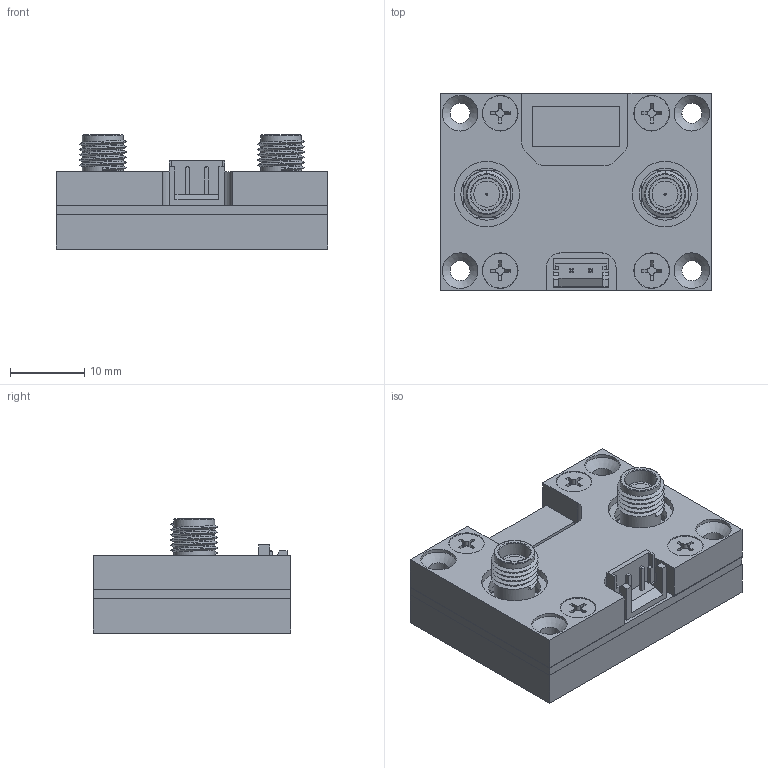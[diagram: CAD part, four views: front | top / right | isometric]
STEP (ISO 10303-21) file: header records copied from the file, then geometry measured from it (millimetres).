
FILE_DESCRIPTION(('STEP AP214'), '1');
FILE_NAME('栖闉罻', '', ('UNSPECIFIED'), ('UNSPECIFIED'), 'C3D Converter', 'C3D Toolkit', '');
FILE_SCHEMA(('AUTOMOTIVE_DESIGN { 1 0 10303 214 3 1 1}'));
Length unit declared in the file: millimetre
Products named in the file (82): A004.102.00; A004.101.00; EDLW-S1-M2.5-L10; A004.001.00; Open CASCADE STEP translator 7.5 2; Open CASCADE STEP translator 7.5 3; Open CASCADE STEP translator 7.5 4; Open CASCADE STEP translator 7.5 5; Open CASCADE STEP translator 7.5 6; Open CASCADE STEP translator 7.5 7; Open CASCADE STEP translator 7.5 8; Open CASCADE STEP translator 7.5 9; Open CASCADE STEP translator 7.5 10; Open CASCADE STEP translator 7.5 11; Open CASCADE STEP translator 7.5 12; Open CASCADE STEP translator 7.5 13; Open CASCADE STEP translator 7.5 14; Open CASCADE STEP translator 7.5 15; Open CASCADE STEP translator 7.5 16; Open CASCADE STEP translator 7.5 17; Open CASCADE STEP translator 7.5 18; Open CASCADE STEP translator 7.5 19; Open CASCADE STEP translator 7.5 20; Open CASCADE STEP translator 7.5 21; Open CASCADE STEP translator 7.5 22; Open CASCADE STEP translator 7.5 23; Open CASCADE STEP translator 7.5 24; Open CASCADE STEP translator 7.5 25; Open CASCADE STEP translator 7.5 26; Open CASCADE STEP translator 7.5 27; Open CASCADE STEP translator 7.5 28; Open CASCADE STEP translator 7.5 29; Open CASCADE STEP translator 7.5 30; Open CASCADE STEP translator 7.5 31; Open CASCADE STEP translator 7.5 32; Open CASCADE STEP translator 7.5 33; Open CASCADE STEP translator 7.5 34; Open CASCADE STEP translator 7.5 35; Open CASCADE STEP translator 7.5 36; Open CASCADE STEP translator 7.5 37 ...
Assembly tree (84 placements, depth 3):
  (unnamed)
    A004.102.00
    A004.101.00
    EDLW-S1-M2.5-L10  x4
    A004.001.00
      Open CASCADE STEP translator 7.5 2
      Open CASCADE STEP translator 7.5 3
      Open CASCADE STEP translator 7.5 4
      Open CASCADE STEP translator 7.5 5
      Open CASCADE STEP translator 7.5 6
      Open CASCADE STEP translator 7.5 7
      Open CASCADE STEP translator 7.5 8
      Open CASCADE STEP translator 7.5 9
      Open CASCADE STEP translator 7.5 10
      Open CASCADE STEP translator 7.5 11
      Open CASCADE STEP translator 7.5 12
      Open CASCADE STEP translator 7.5 13
      Open CASCADE STEP translator 7.5 14
      Open CASCADE STEP translator 7.5 15
      Open CASCADE STEP translator 7.5 16
      Open CASCADE STEP translator 7.5 17
      Open CASCADE STEP translator 7.5 18
      Open CASCADE STEP translator 7.5 19
      Open CASCADE STEP translator 7.5 20
      Open CASCADE STEP translator 7.5 21
      Open CASCADE STEP translator 7.5 22
      Open CASCADE STEP translator 7.5 23
      Open CASCADE STEP translator 7.5 24
      Open CASCADE STEP translator 7.5 25
      Open CASCADE STEP translator 7.5 26
      Open CASCADE STEP translator 7.5 27
      Open CASCADE STEP translator 7.5 28
      Open CASCADE STEP translator 7.5 29
      Open CASCADE STEP translator 7.5 30
      Open CASCADE STEP translator 7.5 31
      Open CASCADE STEP translator 7.5 32
      Open CASCADE STEP translator 7.5 33
      Open CASCADE STEP translator 7.5 34
      Open CASCADE STEP translator 7.5 35
      Open CASCADE STEP translator 7.5 36
      Open CASCADE STEP translator 7.5 37
      Open CASCADE STEP translator 7.5 38
      Open CASCADE STEP translator 7.5 39
      Open CASCADE STEP translator 7.5 40
      Open CASCADE STEP translator 7.5 41
      Open CASCADE STEP translator 7.5 42
      Open CASCADE STEP translator 7.5 43
      Open CASCADE STEP translator 7.5 44
      Open CASCADE STEP translator 7.5 45
      Open CASCADE STEP translator 7.5 46
      Open CASCADE STEP translator 7.5 47
      Open CASCADE STEP translator 7.5 48
      Open CASCADE STEP translator 7.5 49
      Open CASCADE STEP translator 7.5 50
      Open CASCADE STEP translator 7.5 51
      Open CASCADE STEP translator 7.5 52
      Open CASCADE STEP translator 7.5 53
      Open CASCADE STEP translator 7.5 54
      Open CASCADE STEP translator 7.5 55
      Open CASCADE STEP translator 7.5 56
Bounding box: 36.61 x 26.61 x 15.35 mm (x, y, z)
Volume: 7994.4 mm3; surface area: 9804.9 mm2
Topology: 125 solids, 125 shells, 1640 faces, 3789 edges, 2372 vertices
Faces by surface type: plane 1108, cylinder 392, sphere 76, cone 56, torus 4, bspline 4
Full cylindrical faces by diameter (mm): 0.01 x17, 0.25 x1, 0.3 x5, 0.5 x3, 0.9 x2, 1.6 x8, 2.013 x4, 2.5 x4, 2.6 x4, 2.7 x16, 3.489 x2, 4.287 x2, 4.289 x2, 4.7 x4, 4.8 x12, 5.489 x4, 7 x2, 8.8 x2
Entity records: 64396 total; most frequent: CARTESIAN_POINT 13001, DIRECTION 7420, ORIENTED_EDGE 6808, EDGE_CURVE 3404, LINE 2596, VECTOR 2596, AXIS2_PLACEMENT_3D 2412, VERTEX_POINT 2253
